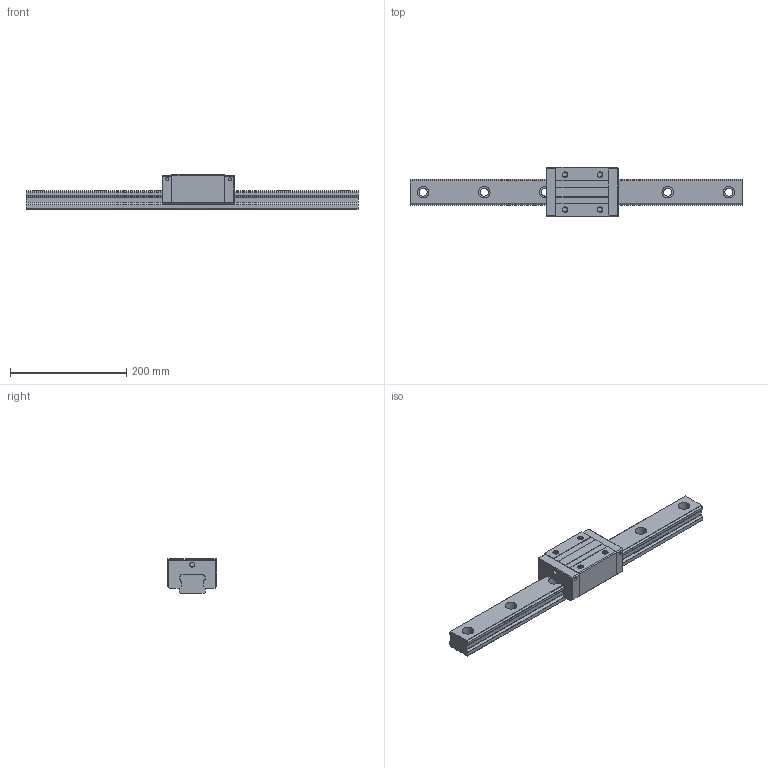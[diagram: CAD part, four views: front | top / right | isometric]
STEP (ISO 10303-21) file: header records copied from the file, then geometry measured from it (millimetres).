
FILE_DESCRIPTION(/* description */ (''),/* implementation_level */ '2;1');
FILE_NAME(/* name */ 'TRS45VN.stp',/* time_stamp */ '2012-09-20T19:28:46+08:00',/* author */ (''),/* organization */ (''),/* preprocessor_version */ 'ST-DEVELOPER v11',/* originating_system */ 'SIEMENS UGS NX 6.0',/* authorisation */ '');
FILE_SCHEMA (('CONFIG_CONTROL_DESIGN'));
Length unit declared in the file: millimetre
Products named in the file (1): darrF1B2nbzp
Bounding box: 570 x 85.5 x 60 mm (x, y, z)
Volume: 1117542.7 mm3; surface area: 150328.9 mm2
Topology: 2 solids, 6 shells, 188 faces, 525 edges, 359 vertices
Faces by surface type: plane 110, cylinder 66, bspline 12
Full cylindrical faces by diameter (mm): 4.3 x4, 5.2 x4, 8.48 x2, 14 x6, 20 x6
Entity records: 13714 total; most frequent: CARTESIAN_POINT 9128, ORIENTED_EDGE 986, DIRECTION 818, EDGE_CURVE 493, VERTEX_POINT 349, AXIS2_PLACEMENT_3D 311, EDGE_LOOP 232, LINE 196
